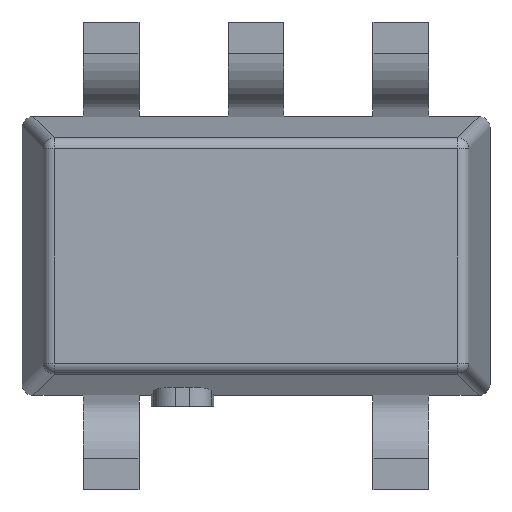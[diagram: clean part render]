
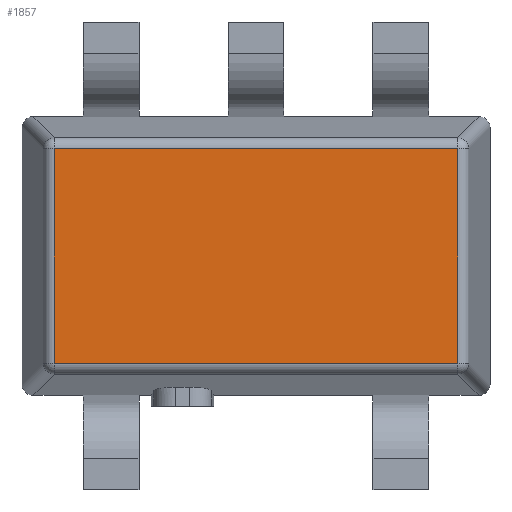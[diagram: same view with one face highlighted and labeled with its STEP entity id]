
A CAD part, front view. The second image highlights one B-rep face of the part: STEP entity #1857.
In plain terms, the highlighted face is planar.
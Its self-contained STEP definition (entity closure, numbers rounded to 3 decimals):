
#21 = EDGE_CURVE ( 'NONE', #2961, #1009, #1122, .T. ) ;
#103 = CARTESIAN_POINT ( 'NONE',  ( 0.144, 0.58, -0.144 ) ) ;
#156 = CARTESIAN_POINT ( 'NONE',  ( 0., 0.58, 0. ) ) ;
#248 = VECTOR ( 'NONE', #2522, 1000. ) ;
#369 = ORIENTED_EDGE ( 'NONE', *, *, #1512, .T. ) ;
#443 = ORIENTED_EDGE ( 'NONE', *, *, #2731, .T. ) ;
#601 = CARTESIAN_POINT ( 'NONE',  ( 0.144, 0.58, 0. ) ) ;
#735 = AXIS2_PLACEMENT_3D ( 'NONE', #156, #1229, #2056 ) ;
#882 = CARTESIAN_POINT ( 'NONE',  ( 0.144, 0.58, -1.106 ) ) ;
#1009 = VERTEX_POINT ( 'NONE', #103 ) ;
#1122 = LINE ( 'NONE', #601, #248 ) ;
#1229 = DIRECTION ( 'NONE',  ( 0., -1., 0. ) ) ;
#1384 = ORIENTED_EDGE ( 'NONE', *, *, #2995, .T. ) ;
#1388 = EDGE_LOOP ( 'NONE', ( #2244, #1384, #443, #369 ) ) ;
#1512 = EDGE_CURVE ( 'NONE', #2727, #2961, #2989, .T. ) ;
#1583 = CARTESIAN_POINT ( 'NONE',  ( 1.956, 0.58, -0.144 ) ) ;
#1627 = CARTESIAN_POINT ( 'NONE',  ( 1.956, 0.58, 0. ) ) ;
#1801 = VECTOR ( 'NONE', #3228, 1000. ) ;
#1805 = FACE_OUTER_BOUND ( 'NONE', #1388, .T. ) ;
#1857 = ADVANCED_FACE ( 'NONE', ( #1805 ), #2564, .F. ) ;
#2056 = DIRECTION ( 'NONE',  ( 0., 0., -1. ) ) ;
#2066 = VECTOR ( 'NONE', #3047, 1000. ) ;
#2131 = CARTESIAN_POINT ( 'NONE',  ( 1.956, 0.58, -1.106 ) ) ;
#2163 = LINE ( 'NONE', #3009, #2066 ) ;
#2244 = ORIENTED_EDGE ( 'NONE', *, *, #21, .T. ) ;
#2522 = DIRECTION ( 'NONE',  ( 0., 0., 1. ) ) ;
#2564 = PLANE ( 'NONE',  #735 ) ;
#2632 = LINE ( 'NONE', #1627, #2891 ) ;
#2669 = DIRECTION ( 'NONE',  ( 0., 0., -1. ) ) ;
#2727 = VERTEX_POINT ( 'NONE', #2131 ) ;
#2731 = EDGE_CURVE ( 'NONE', #2843, #2727, #2632, .T. ) ;
#2744 = CARTESIAN_POINT ( 'NONE',  ( 0., 0.58, -1.106 ) ) ;
#2843 = VERTEX_POINT ( 'NONE', #1583 ) ;
#2891 = VECTOR ( 'NONE', #2669, 1000. ) ;
#2961 = VERTEX_POINT ( 'NONE', #882 ) ;
#2989 = LINE ( 'NONE', #2744, #1801 ) ;
#2995 = EDGE_CURVE ( 'NONE', #1009, #2843, #2163, .T. ) ;
#3009 = CARTESIAN_POINT ( 'NONE',  ( 0., 0.58, -0.144 ) ) ;
#3047 = DIRECTION ( 'NONE',  ( 1., 0., 0. ) ) ;
#3228 = DIRECTION ( 'NONE',  ( -1., 0., 0. ) ) ;
